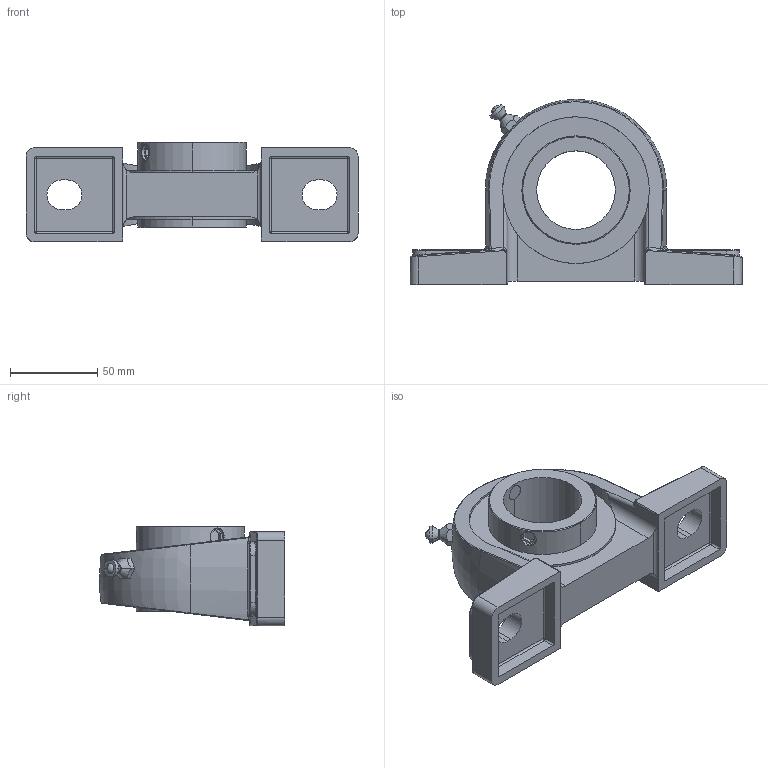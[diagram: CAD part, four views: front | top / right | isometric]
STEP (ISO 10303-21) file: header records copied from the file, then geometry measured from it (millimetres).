
FILE_DESCRIPTION (( 'STEP AP203' ), '1' );
FILE_NAME ('UCP209-FKB_203.STEP', '2014-11-10T03:07:13', ( '' ), ( '' ), 'SwSTEP 2.0', 'SolidWorks 2010', '' );
FILE_SCHEMA (( 'CONFIG_CONTROL_DESIGN' ));
Length unit declared in the file: millimetre
Products named in the file (1): UCP209-FKB_203
Bounding box: 190 x 106 x 57.2 mm (x, y, z)
Volume: 334267.9 mm3; surface area: 74106.4 mm2
Topology: 4 solids, 4 shells, 243 faces, 588 edges, 341 vertices
Faces by surface type: cylinder 88, plane 70, bspline 46, torus 15, cone 14, sphere 10
Entity records: 13231 total; most frequent: CARTESIAN_POINT 7891, ORIENTED_EDGE 1144, DIRECTION 1040, EDGE_CURVE 572, AXIS2_PLACEMENT_3D 398, VERTEX_POINT 341, EDGE_LOOP 259, LINE 244
